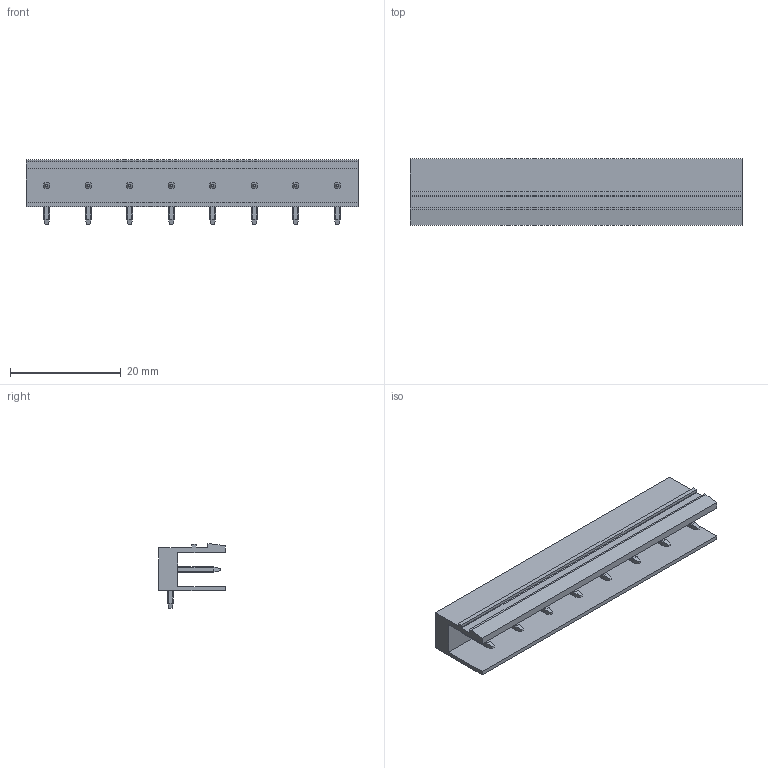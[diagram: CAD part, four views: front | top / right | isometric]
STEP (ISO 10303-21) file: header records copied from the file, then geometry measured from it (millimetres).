
FILE_DESCRIPTION(('CATIA V5 STEP Exchange','CAx-IF Rec.Pracs.--- Model Styling and Organization---1.2---2011-12-15'),'2;1');
FILE_NAME ('D1453805_0_1628420000_1628420000.stp','2018-10-29T07:56:16+00:00',('none'),('Weidmueller'),'CATIA Version 5-6 Release 2014','CATIA V5 STEP AP214','none');
FILE_SCHEMA(('AUTOMOTIVE_DESIGN { 1 0 10303 214 1 1 1 1 }'));
Length unit declared in the file: millimetre
Products named in the file (1): 1628420000
Bounding box: 60 x 12 x 11.7 mm (x, y, z)
Volume: 2647.9 mm3; surface area: 4208.8 mm2
Topology: 9 solids, 9 shells, 323 faces, 851 edges, 546 vertices
Faces by surface type: plane 193, cylinder 130
Entity records: 9039 total; most frequent: CARTESIAN_POINT 2198, ORIENTED_EDGE 1702, DIRECTION 915, EDGE_CURVE 851, VERTEX_POINT 546, VECTOR 527, LINE 527, EDGE_LOOP 339
